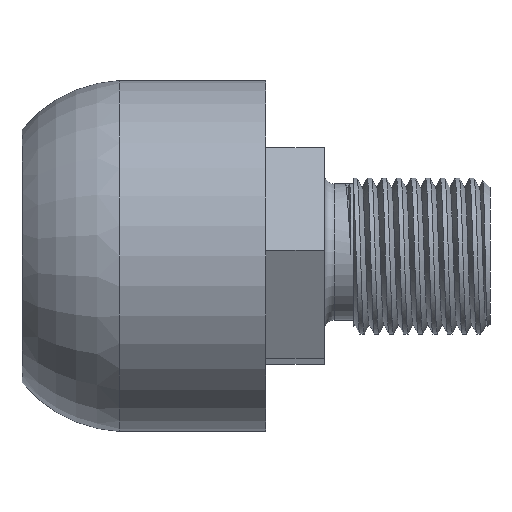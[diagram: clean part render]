
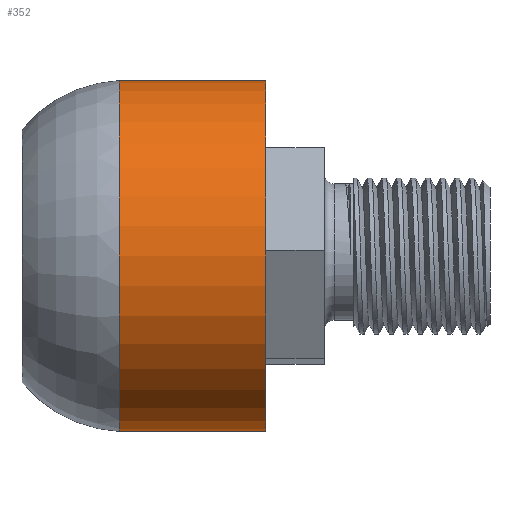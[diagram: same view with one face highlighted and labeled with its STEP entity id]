
A CAD part, front view. The second image highlights one B-rep face of the part: STEP entity #352.
In plain terms, the highlighted cylindrical face has radius 18 mm (diameter 36 mm), a partial arc.
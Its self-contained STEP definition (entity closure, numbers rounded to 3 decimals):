
#52 = VECTOR ( 'NONE', #3406, 1000. ) ;
#247 = CARTESIAN_POINT ( 'NONE',  ( -15., 0., 0. ) ) ;
#345 = VERTEX_POINT ( 'NONE', #727 ) ;
#352 = ADVANCED_FACE ( 'NONE', ( #417 ), #2156, .T. ) ;
#369 = CARTESIAN_POINT ( 'NONE',  ( -15., 0., 18. ) ) ;
#417 = FACE_OUTER_BOUND ( 'NONE', #2081, .T. ) ;
#611 = DIRECTION ( 'NONE',  ( 0., 0., 1. ) ) ;
#631 = ORIENTED_EDGE ( 'NONE', *, *, #3329, .F. ) ;
#635 = ORIENTED_EDGE ( 'NONE', *, *, #771, .T. ) ;
#727 = CARTESIAN_POINT ( 'NONE',  ( -15., 0., -18. ) ) ;
#771 = EDGE_CURVE ( 'NONE', #1306, #2248, #1052, .T. ) ;
#809 = DIRECTION ( 'NONE',  ( -1., 0., 0. ) ) ;
#839 = VECTOR ( 'NONE', #3349, 1000. ) ;
#849 = CARTESIAN_POINT ( 'NONE',  ( -0.153, 0., -18. ) ) ;
#1052 = CIRCLE ( 'NONE', #1722, 18. ) ;
#1306 = VERTEX_POINT ( 'NONE', #1472 ) ;
#1386 = CARTESIAN_POINT ( 'NONE',  ( 0., 0., 18. ) ) ;
#1472 = CARTESIAN_POINT ( 'NONE',  ( 0., 0., -18. ) ) ;
#1633 = VERTEX_POINT ( 'NONE', #369 ) ;
#1688 = LINE ( 'NONE', #3703, #52 ) ;
#1722 = AXIS2_PLACEMENT_3D ( 'NONE', #3176, #2062, #611 ) ;
#1777 = EDGE_CURVE ( 'NONE', #345, #1633, #3510, .T. ) ;
#1900 = AXIS2_PLACEMENT_3D ( 'NONE', #247, #809, #2506 ) ;
#2054 = DIRECTION ( 'NONE',  ( 0., 0., 1. ) ) ;
#2062 = DIRECTION ( 'NONE',  ( -1., 0., 0. ) ) ;
#2081 = EDGE_LOOP ( 'NONE', ( #631, #635, #3197, #3038 ) ) ;
#2136 = AXIS2_PLACEMENT_3D ( 'NONE', #2967, #3584, #2054 ) ;
#2156 = CYLINDRICAL_SURFACE ( 'NONE', #2136, 18. ) ;
#2248 = VERTEX_POINT ( 'NONE', #1386 ) ;
#2370 = EDGE_CURVE ( 'NONE', #2248, #1633, #1688, .T. ) ;
#2506 = DIRECTION ( 'NONE',  ( 0., 0., 1. ) ) ;
#2967 = CARTESIAN_POINT ( 'NONE',  ( -0.153, 0., 0. ) ) ;
#3038 = ORIENTED_EDGE ( 'NONE', *, *, #1777, .F. ) ;
#3176 = CARTESIAN_POINT ( 'NONE',  ( 0., 0., 0. ) ) ;
#3197 = ORIENTED_EDGE ( 'NONE', *, *, #2370, .T. ) ;
#3329 = EDGE_CURVE ( 'NONE', #1306, #345, #3660, .T. ) ;
#3349 = DIRECTION ( 'NONE',  ( -1., 0., 0. ) ) ;
#3406 = DIRECTION ( 'NONE',  ( -1., 0., 0. ) ) ;
#3510 = CIRCLE ( 'NONE', #1900, 18. ) ;
#3584 = DIRECTION ( 'NONE',  ( -1., 0., 0. ) ) ;
#3660 = LINE ( 'NONE', #849, #839 ) ;
#3703 = CARTESIAN_POINT ( 'NONE',  ( -0.153, 0., 18. ) ) ;
